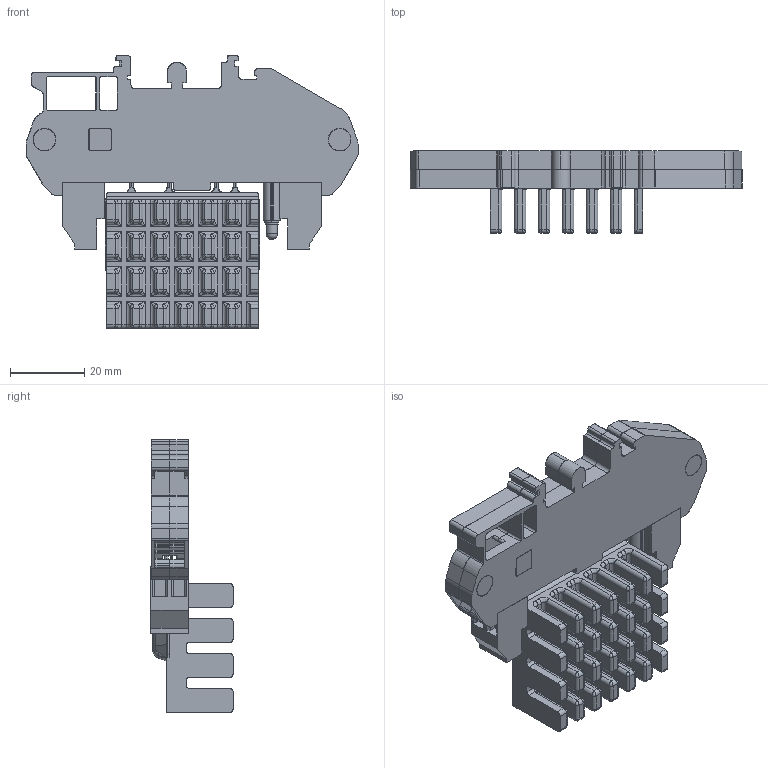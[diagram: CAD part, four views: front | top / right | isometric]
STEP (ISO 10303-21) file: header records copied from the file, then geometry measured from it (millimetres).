
FILE_DESCRIPTION (( 'STEP AP214' ), '1' );
FILE_NAME ('104703.STEP', '2011-07-09T15:59:27', ( 'LALo' ), ( 'Edi Foundation' ), 'SwSTEP 2.0', 'SolidWorks 2011', '' );
FILE_SCHEMA (( 'AUTOMOTIVE_DESIGN' ));
Length unit declared in the file: inch
Products named in the file (1): 104703
Bounding box: 89.64 x 22.24 x 73.67 mm (x, y, z)
Surface area: 35450.9 mm2 (no closed solid volume)
Topology: 0 solids, 1988 shells, 2076 faces, 10439 edges, 10192 vertices
Faces by surface type: plane 882, cylinder 856, bspline 308, cone 28, torus 2
Entity records: 176247 total; most frequent: CARTESIAN_POINT 96701, DIRECTION 12265, ORIENTED_EDGE 10369, EDGE_CURVE 10281, VERTEX_POINT 10192, VECTOR 5767, LINE 5767, AXIS2_PLACEMENT_3D 3249
